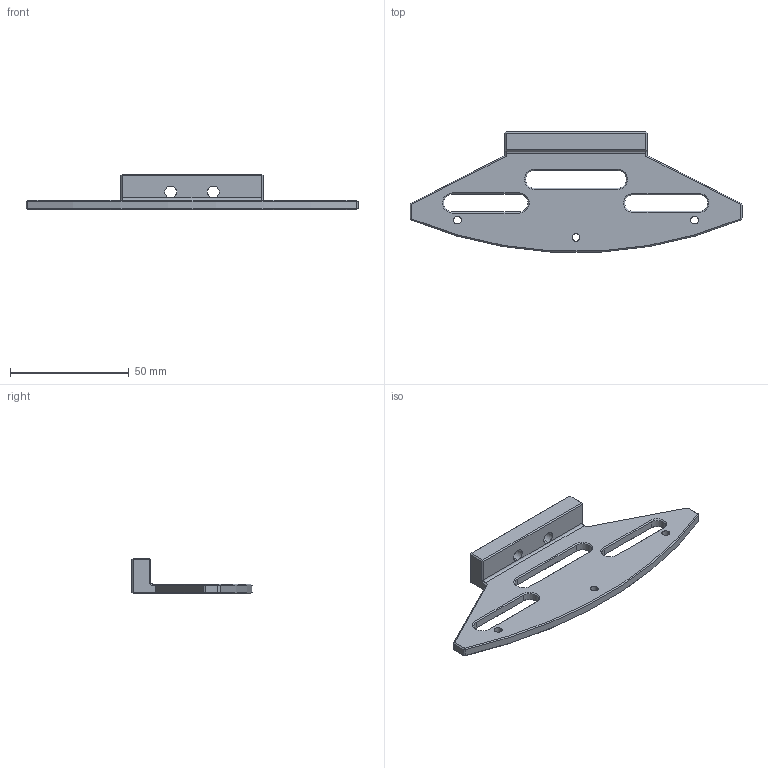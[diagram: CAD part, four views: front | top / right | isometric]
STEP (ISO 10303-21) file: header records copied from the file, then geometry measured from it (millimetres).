
FILE_DESCRIPTION (( 'STEP AP214' ), '1' );
FILE_NAME ('Platine_Parallelogramme_Int.STEP', '2023-05-10T12:01:32', ( '' ), ( '' ), 'SwSTEP 2.0', 'SolidWorks 2020', '' );
FILE_SCHEMA (( 'AUTOMOTIVE_DESIGN' ));
Length unit declared in the file: millimetre
Products named in the file (1): Platine_Parallelogramme_Int
Bounding box: 140 x 50.71 x 15 mm (x, y, z)
Volume: 21050.8 mm3; surface area: 11822 mm2
Topology: 1 solids, 1 shells, 111 faces, 260 edges, 149 vertices
Faces by surface type: plane 56, cone 30, cylinder 25
Entity records: 3269 total; most frequent: DIRECTION 567, CARTESIAN_POINT 521, ORIENTED_EDGE 520, EDGE_CURVE 260, AXIS2_PLACEMENT_3D 195, LINE 177, VECTOR 177, VERTEX_POINT 149
